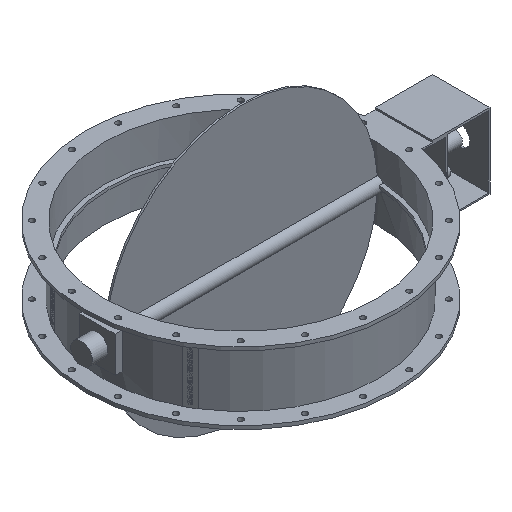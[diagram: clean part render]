
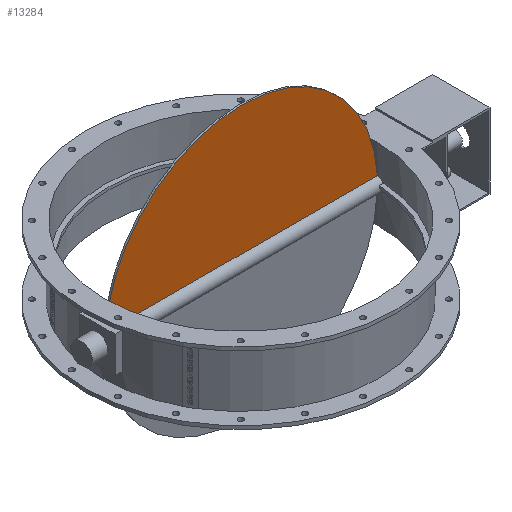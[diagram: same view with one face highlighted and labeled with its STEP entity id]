
A CAD part, isometric view. The second image highlights one B-rep face of the part: STEP entity #13284.
In plain terms, the highlighted planar face has unit normal (0, -1, 0).
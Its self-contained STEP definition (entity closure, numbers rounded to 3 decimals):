
#140=CIRCLE('',#13873,475.);
#787=PLANE('',#13872);
#1396=FACE_OUTER_BOUND('',#2179,.T.);
#2179=EDGE_LOOP('',(#11418,#11419));
#3508=LINE('',#22814,#4821);
#4821=VECTOR('',#16142,10.);
#6383=VERTEX_POINT('',#22812);
#6384=VERTEX_POINT('',#22813);
#8096=EDGE_CURVE('',#6383,#6384,#3508,.T.);
#8097=EDGE_CURVE('',#6383,#6384,#140,.T.);
#11418=ORIENTED_EDGE('',*,*,#8096,.F.);
#11419=ORIENTED_EDGE('',*,*,#8097,.T.);
#13284=ADVANCED_FACE('',(#1396),#787,.T.);
#13872=AXIS2_PLACEMENT_3D('',#22811,#16140,#16141);
#13873=AXIS2_PLACEMENT_3D('',#22815,#16143,#16144);
#16140=DIRECTION('center_axis',(0.,-1.,0.));
#16141=DIRECTION('ref_axis',(0.,0.,-1.));
#16142=DIRECTION('',(-1.,0.,0.));
#16143=DIRECTION('center_axis',(0.,-1.,0.));
#16144=DIRECTION('ref_axis',(1.,0.,0.));
#22811=CARTESIAN_POINT('Origin',(0.,-3.,0.));
#22812=CARTESIAN_POINT('',(474.351,-3.,24.819));
#22813=CARTESIAN_POINT('',(-474.351,-3.,24.819));
#22814=CARTESIAN_POINT('',(687.,-3.,24.819));
#22815=CARTESIAN_POINT('Origin',(0.,-3.,0.));
